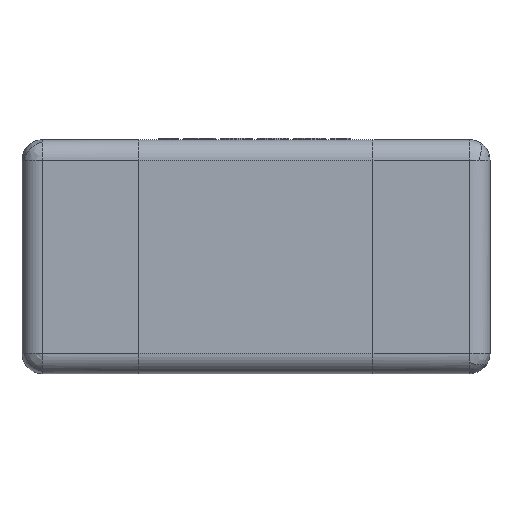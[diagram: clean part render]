
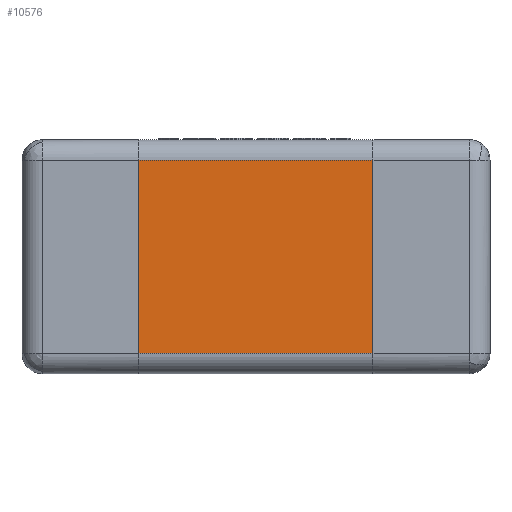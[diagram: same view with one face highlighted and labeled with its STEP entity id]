
A CAD part, front view. The second image highlights one B-rep face of the part: STEP entity #10576.
In plain terms, the highlighted planar face has unit normal (0, -1, 0).
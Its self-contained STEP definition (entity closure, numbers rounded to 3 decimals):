
#2570 = CYLINDRICAL_SURFACE('',#2571,0.07);
#2571 = AXIS2_PLACEMENT_3D('',#2572,#2573,#2574);
#2572 = CARTESIAN_POINT('',(-0.2,-0.33,0.07));
#2573 = DIRECTION('',(1.,0.,0.));
#2574 = DIRECTION('',(0.,0.,-1.));
#2874 = VERTEX_POINT('',#2875);
#2875 = CARTESIAN_POINT('',(0.4,-0.4,0.07));
#2911 = PLANE('',#2912);
#2912 = AXIS2_PLACEMENT_3D('',#2913,#2914,#2915);
#2913 = CARTESIAN_POINT('',(0.4,-0.4,0.));
#2914 = DIRECTION('',(0.,-1.,0.));
#2915 = DIRECTION('',(0.,0.,-1.));
#3755 = VERTEX_POINT('',#3756);
#3756 = CARTESIAN_POINT('',(-0.4,-0.4,0.07));
#3802 = EDGE_CURVE('',#3755,#2874,#3803,.T.);
#3803 = SURFACE_CURVE('',#3804,(#3808,#3837),.PCURVE_S1.);
#3804 = LINE('',#3805,#3806);
#3805 = CARTESIAN_POINT('',(-0.4,-0.4,0.07));
#3806 = VECTOR('',#3807,1.);
#3807 = DIRECTION('',(1.,0.,0.));
#3808 = PCURVE('',#2570,#3809);
#3809 = DEFINITIONAL_REPRESENTATION('',(#3810),#3836);
#3810 = B_SPLINE_CURVE_WITH_KNOTS('',3,(#3811,#3812,#3813,#3814,#3815,
    #3816,#3817,#3818,#3819,#3820,#3821,#3822,#3823,#3824,#3825,#3826,
    #3827,#3828,#3829,#3830,#3831,#3832,#3833,#3834,#3835),
  .UNSPECIFIED.,.F.,.F.,(4,1,1,1,1,1,1,1,1,1,1,1,1,1,1,1,1,1,1,1,1,1,4),
  (0.,0.036,0.073,0.109,
    0.145,0.182,0.218,0.255,
    0.291,0.327,0.364,0.4,0.436,
    0.473,0.509,0.545,0.582,
    0.618,0.655,0.691,0.727,
    0.764,0.8),.QUASI_UNIFORM_KNOTS.);
#3811 = CARTESIAN_POINT('',(4.712,-0.2));
#3812 = CARTESIAN_POINT('',(4.712,-0.188));
#3813 = CARTESIAN_POINT('',(4.712,-0.164));
#3814 = CARTESIAN_POINT('',(4.712,-0.127));
#3815 = CARTESIAN_POINT('',(4.712,-0.091));
#3816 = CARTESIAN_POINT('',(4.712,-0.055));
#3817 = CARTESIAN_POINT('',(4.712,-0.018));
#3818 = CARTESIAN_POINT('',(4.712,0.018));
#3819 = CARTESIAN_POINT('',(4.712,0.055));
#3820 = CARTESIAN_POINT('',(4.712,0.091));
#3821 = CARTESIAN_POINT('',(4.712,0.127));
#3822 = CARTESIAN_POINT('',(4.712,0.164));
#3823 = CARTESIAN_POINT('',(4.712,0.2));
#3824 = CARTESIAN_POINT('',(4.712,0.236));
#3825 = CARTESIAN_POINT('',(4.712,0.273));
#3826 = CARTESIAN_POINT('',(4.712,0.309));
#3827 = CARTESIAN_POINT('',(4.712,0.345));
#3828 = CARTESIAN_POINT('',(4.712,0.382));
#3829 = CARTESIAN_POINT('',(4.712,0.418));
#3830 = CARTESIAN_POINT('',(4.712,0.455));
#3831 = CARTESIAN_POINT('',(4.712,0.491));
#3832 = CARTESIAN_POINT('',(4.712,0.527));
#3833 = CARTESIAN_POINT('',(4.712,0.564));
#3834 = CARTESIAN_POINT('',(4.712,0.588));
#3835 = CARTESIAN_POINT('',(4.712,0.6));
#3836 = ( GEOMETRIC_REPRESENTATION_CONTEXT(2) 
PARAMETRIC_REPRESENTATION_CONTEXT() REPRESENTATION_CONTEXT('2D SPACE',''
  ) );
#3837 = PCURVE('',#3838,#3843);
#3838 = PLANE('',#3839);
#3839 = AXIS2_PLACEMENT_3D('',#3840,#3841,#3842);
#3840 = CARTESIAN_POINT('',(-0.4,-0.4,0.));
#3841 = DIRECTION('',(0.,-1.,0.));
#3842 = DIRECTION('',(0.,0.,-1.));
#3843 = DEFINITIONAL_REPRESENTATION('',(#3844),#3848);
#3844 = LINE('',#3845,#3846);
#3845 = CARTESIAN_POINT('',(-0.07,0.));
#3846 = VECTOR('',#3847,1.);
#3847 = DIRECTION('',(0.,1.));
#3848 = ( GEOMETRIC_REPRESENTATION_CONTEXT(2) 
PARAMETRIC_REPRESENTATION_CONTEXT() REPRESENTATION_CONTEXT('2D SPACE',''
  ) );
#4200 = VERTEX_POINT('',#4201);
#4201 = CARTESIAN_POINT('',(0.4,-0.4,0.73));
#4244 = EDGE_CURVE('',#2874,#4200,#4245,.T.);
#4245 = SURFACE_CURVE('',#4246,(#4250,#4257),.PCURVE_S1.);
#4246 = LINE('',#4247,#4248);
#4247 = CARTESIAN_POINT('',(0.4,-0.4,0.));
#4248 = VECTOR('',#4249,1.);
#4249 = DIRECTION('',(0.,0.,1.));
#4250 = PCURVE('',#2911,#4251);
#4251 = DEFINITIONAL_REPRESENTATION('',(#4252),#4256);
#4252 = LINE('',#4253,#4254);
#4253 = CARTESIAN_POINT('',(0.,0.));
#4254 = VECTOR('',#4255,1.);
#4255 = DIRECTION('',(-1.,0.));
#4256 = ( GEOMETRIC_REPRESENTATION_CONTEXT(2) 
PARAMETRIC_REPRESENTATION_CONTEXT() REPRESENTATION_CONTEXT('2D SPACE',''
  ) );
#4257 = PCURVE('',#3838,#4258);
#4258 = DEFINITIONAL_REPRESENTATION('',(#4259),#4263);
#4259 = LINE('',#4260,#4261);
#4260 = CARTESIAN_POINT('',(0.,0.8));
#4261 = VECTOR('',#4262,1.);
#4262 = DIRECTION('',(-1.,0.));
#4263 = ( GEOMETRIC_REPRESENTATION_CONTEXT(2) 
PARAMETRIC_REPRESENTATION_CONTEXT() REPRESENTATION_CONTEXT('2D SPACE',''
  ) );
#4498 = CYLINDRICAL_SURFACE('',#4499,0.07);
#4499 = AXIS2_PLACEMENT_3D('',#4500,#4501,#4502);
#4500 = CARTESIAN_POINT('',(-0.2,-0.33,0.73));
#4501 = DIRECTION('',(1.,0.,0.));
#4502 = DIRECTION('',(0.,0.,-1.));
#10448 = PLANE('',#10449);
#10449 = AXIS2_PLACEMENT_3D('',#10450,#10451,#10452);
#10450 = CARTESIAN_POINT('',(-0.8,-0.4,0.));
#10451 = DIRECTION('',(0.,-1.,0.));
#10452 = DIRECTION('',(0.,0.,-1.));
#10576 = ADVANCED_FACE('',(#10577),#3838,.T.);
#10577 = FACE_BOUND('',#10578,.T.);
#10578 = EDGE_LOOP('',(#10579,#10624,#10645,#10646));
#10579 = ORIENTED_EDGE('',*,*,#10580,.F.);
#10580 = EDGE_CURVE('',#10581,#4200,#10583,.T.);
#10581 = VERTEX_POINT('',#10582);
#10582 = CARTESIAN_POINT('',(-0.4,-0.4,0.73));
#10583 = SURFACE_CURVE('',#10584,(#10588,#10595),.PCURVE_S1.);
#10584 = LINE('',#10585,#10586);
#10585 = CARTESIAN_POINT('',(-0.2,-0.4,0.73));
#10586 = VECTOR('',#10587,1.);
#10587 = DIRECTION('',(1.,0.,0.));
#10588 = PCURVE('',#3838,#10589);
#10589 = DEFINITIONAL_REPRESENTATION('',(#10590),#10594);
#10590 = LINE('',#10591,#10592);
#10591 = CARTESIAN_POINT('',(-0.73,0.2));
#10592 = VECTOR('',#10593,1.);
#10593 = DIRECTION('',(0.,1.));
#10594 = ( GEOMETRIC_REPRESENTATION_CONTEXT(2) 
PARAMETRIC_REPRESENTATION_CONTEXT() REPRESENTATION_CONTEXT('2D SPACE',''
  ) );
#10595 = PCURVE('',#4498,#10596);
#10596 = DEFINITIONAL_REPRESENTATION('',(#10597),#10623);
#10597 = B_SPLINE_CURVE_WITH_KNOTS('',3,(#10598,#10599,#10600,#10601,
    #10602,#10603,#10604,#10605,#10606,#10607,#10608,#10609,#10610,
    #10611,#10612,#10613,#10614,#10615,#10616,#10617,#10618,#10619,
    #10620,#10621,#10622),.UNSPECIFIED.,.F.,.F.,(4,1,1,1,1,1,1,1,1,1,1,1
    ,1,1,1,1,1,1,1,1,1,1,4),(-0.2,-0.164,-0.127,
    -0.091,-0.055,-0.018,
    0.018,0.055,0.091,
    0.127,0.164,0.2,0.236,0.273,
    0.309,0.345,0.382,0.418,
    0.455,0.491,0.527,0.564,0.6),
  .UNSPECIFIED.);
#10598 = CARTESIAN_POINT('',(4.712,-0.2));
#10599 = CARTESIAN_POINT('',(4.712,-0.188));
#10600 = CARTESIAN_POINT('',(4.712,-0.164));
#10601 = CARTESIAN_POINT('',(4.712,-0.127));
#10602 = CARTESIAN_POINT('',(4.712,-0.091));
#10603 = CARTESIAN_POINT('',(4.712,-0.055));
#10604 = CARTESIAN_POINT('',(4.712,-0.018));
#10605 = CARTESIAN_POINT('',(4.712,0.018));
#10606 = CARTESIAN_POINT('',(4.712,0.055));
#10607 = CARTESIAN_POINT('',(4.712,0.091));
#10608 = CARTESIAN_POINT('',(4.712,0.127));
#10609 = CARTESIAN_POINT('',(4.712,0.164));
#10610 = CARTESIAN_POINT('',(4.712,0.2));
#10611 = CARTESIAN_POINT('',(4.712,0.236));
#10612 = CARTESIAN_POINT('',(4.712,0.273));
#10613 = CARTESIAN_POINT('',(4.712,0.309));
#10614 = CARTESIAN_POINT('',(4.712,0.345));
#10615 = CARTESIAN_POINT('',(4.712,0.382));
#10616 = CARTESIAN_POINT('',(4.712,0.418));
#10617 = CARTESIAN_POINT('',(4.712,0.455));
#10618 = CARTESIAN_POINT('',(4.712,0.491));
#10619 = CARTESIAN_POINT('',(4.712,0.527));
#10620 = CARTESIAN_POINT('',(4.712,0.564));
#10621 = CARTESIAN_POINT('',(4.712,0.588));
#10622 = CARTESIAN_POINT('',(4.712,0.6));
#10623 = ( GEOMETRIC_REPRESENTATION_CONTEXT(2) 
PARAMETRIC_REPRESENTATION_CONTEXT() REPRESENTATION_CONTEXT('2D SPACE',''
  ) );
#10624 = ORIENTED_EDGE('',*,*,#10625,.F.);
#10625 = EDGE_CURVE('',#3755,#10581,#10626,.T.);
#10626 = SURFACE_CURVE('',#10627,(#10631,#10638),.PCURVE_S1.);
#10627 = LINE('',#10628,#10629);
#10628 = CARTESIAN_POINT('',(-0.4,-0.4,0.));
#10629 = VECTOR('',#10630,1.);
#10630 = DIRECTION('',(0.,0.,1.));
#10631 = PCURVE('',#3838,#10632);
#10632 = DEFINITIONAL_REPRESENTATION('',(#10633),#10637);
#10633 = LINE('',#10634,#10635);
#10634 = CARTESIAN_POINT('',(0.,0.));
#10635 = VECTOR('',#10636,1.);
#10636 = DIRECTION('',(-1.,0.));
#10637 = ( GEOMETRIC_REPRESENTATION_CONTEXT(2) 
PARAMETRIC_REPRESENTATION_CONTEXT() REPRESENTATION_CONTEXT('2D SPACE',''
  ) );
#10638 = PCURVE('',#10448,#10639);
#10639 = DEFINITIONAL_REPRESENTATION('',(#10640),#10644);
#10640 = LINE('',#10641,#10642);
#10641 = CARTESIAN_POINT('',(0.,0.4));
#10642 = VECTOR('',#10643,1.);
#10643 = DIRECTION('',(-1.,0.));
#10644 = ( GEOMETRIC_REPRESENTATION_CONTEXT(2) 
PARAMETRIC_REPRESENTATION_CONTEXT() REPRESENTATION_CONTEXT('2D SPACE',''
  ) );
#10645 = ORIENTED_EDGE('',*,*,#3802,.T.);
#10646 = ORIENTED_EDGE('',*,*,#4244,.T.);
